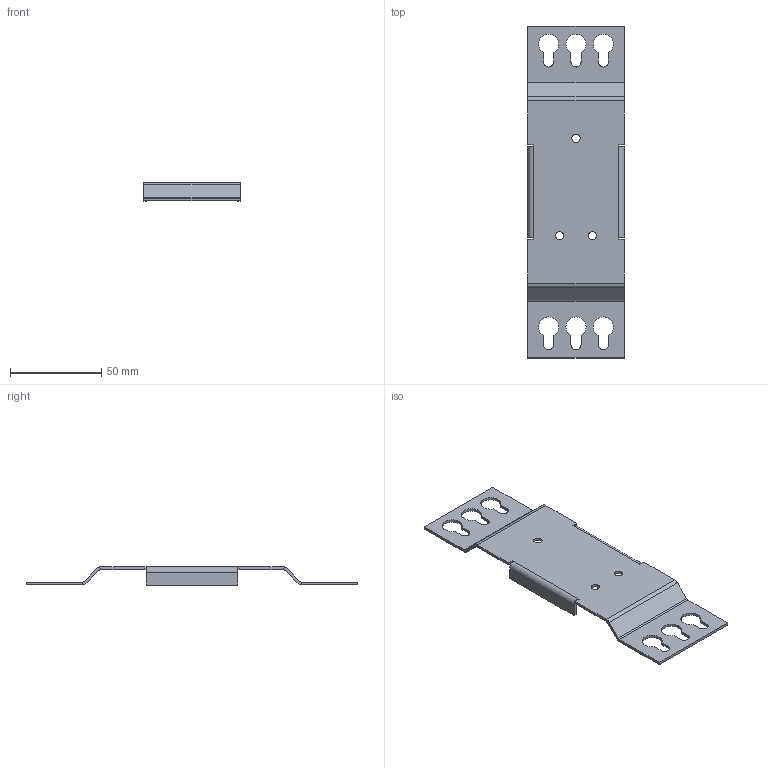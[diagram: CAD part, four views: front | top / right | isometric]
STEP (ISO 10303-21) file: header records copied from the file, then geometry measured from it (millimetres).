
FILE_DESCRIPTION(('STEP AP203'), '1');
FILE_NAME('ﾀﾍﾆﾅ.745422.002 - ﾊ煇鳫', '', ('UNSPECIFIED'), ('UNSPECIFIED'), 'ASCON STEP Converter 1.6', 'ASCON Math Kernel', '');
FILE_SCHEMA(('CONFIG_CONTROL_DESIGN'));
Length unit declared in the file: millimetre
Products named in the file (1): 櫛ち.745422.002
Bounding box: 53 x 182.01 x 10 mm (x, y, z)
Volume: 14847.4 mm3; surface area: 21092.7 mm2
Topology: 1 solids, 1 shells, 93 faces, 225 edges, 134 vertices
Faces by surface type: plane 66, cylinder 27
Full cylindrical faces by diameter (mm): 4.5 x3
Entity records: 3454 total; most frequent: DIRECTION 464, CARTESIAN_POINT 450, ORIENTED_EDGE 444, EDGE_CURVE 222, LINE 168, VECTOR 168, AXIS2_PLACEMENT_3D 148, VERTEX_POINT 134
